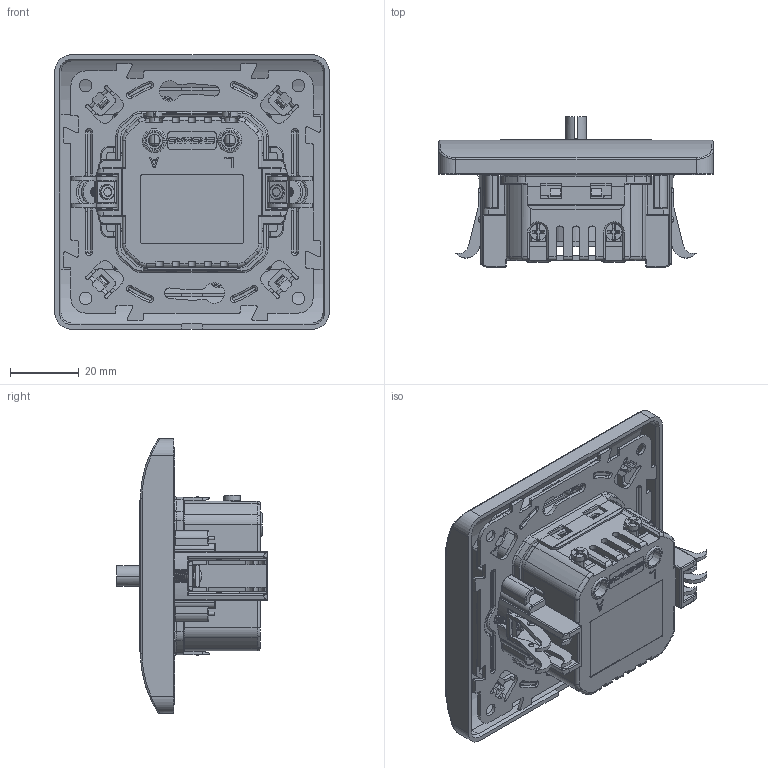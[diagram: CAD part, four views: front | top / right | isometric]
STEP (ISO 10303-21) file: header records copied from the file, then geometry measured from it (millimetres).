
FILE_DESCRIPTION((''),'2;1');
FILE_NAME('ASM0418_ASM','2023-12-28T',('wznwsJS'),(''),'PRO/ENGINEER BY PARAMETRIC TECHNOLOGY CORPORATION, 2008380','PRO/ENGINEER BY PARAMETRIC TECHNOLOGY CORPORATION, 2008380','');
FILE_SCHEMA(('CONFIG_CONTROL_DESIGN'));
Length unit declared in the file: millimetre
Products named in the file (16): PRT1270; PRT1271; PRT1272; PRT1273; ASM0452_ASM; PRT1274; PRT1275; ASM0453_ASM; PRT1276; PRT1277; ASM0451_ASM; ASM0421_ASM; ASM0420_ASM; ASM0419_ASM; TGXN; ASM0418_ASM
Assembly tree (20 placements, depth 7):
  ASM0418_ASM
    ASM0419_ASM
      ASM0420_ASM
        ASM0421_ASM
          ASM0451_ASM
            ASM0452_ASM
              PRT1270
              PRT1271
              PRT1272  x4
              PRT1273  x2
            PRT1274
            ASM0453_ASM
              PRT1275
            PRT1276
            PRT1277  x2
    TGXN
Bounding box: 80 x 43.9 x 80 mm (x, y, z)
Volume: 45427.9 mm3; surface area: 56916.4 mm2
Topology: 13 solids, 13 shells, 2499 faces, 7037 edges, 4585 vertices
Faces by surface type: plane 1269, cylinder 835, torus 227, bspline 78, cone 46, sphere 32, extrusion 12
Entity records: 81328 total; most frequent: CARTESIAN_POINT 22346, ORIENTED_EDGE 12530, DIRECTION 12378, EDGE_CURVE 6265, AXIS2_PLACEMENT_3D 4363, VERTEX_POINT 4093, VECTOR 3652, LINE 3640
